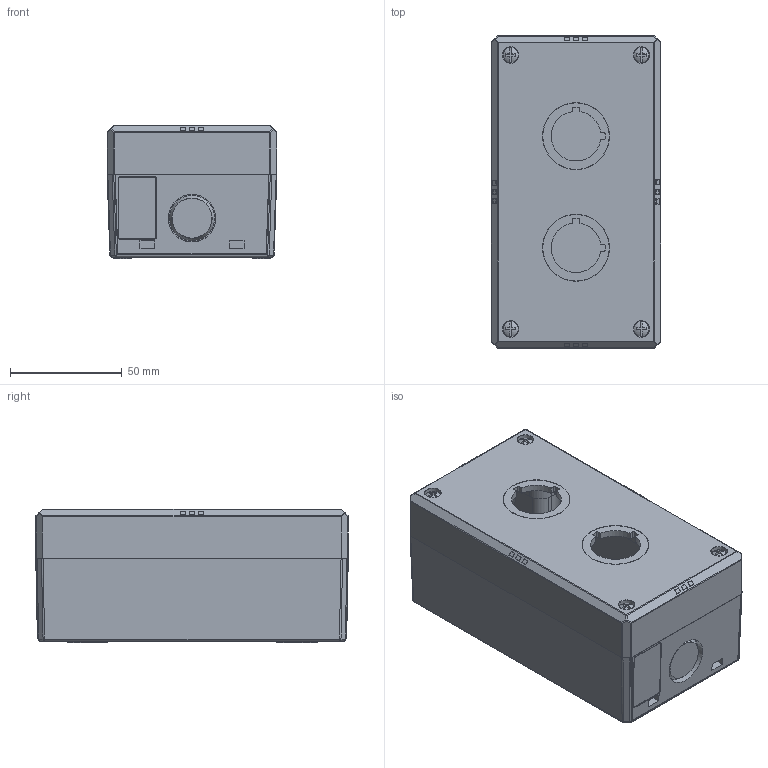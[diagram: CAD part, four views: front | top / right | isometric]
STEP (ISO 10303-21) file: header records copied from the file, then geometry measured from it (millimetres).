
FILE_DESCRIPTION(/* description */ (''),/* implementation_level */ '2;1');
FILE_NAME(/* name */ 'PSB-2.G.stp',/* time_stamp */ '2024-01-20T10:35:28+07:00',/* author */ ('Admin'),/* organization */ (''),/* preprocessor_version */ 'ST-DEVELOPER v18.1',/* originating_system */ 'Autodesk Inventor 2021',/* authorisation */ '');
FILE_SCHEMA (('AUTOMOTIVE_DESIGN { 1 0 10303 214 3 1 1 }'));
Products named in the file (4): PSB-2.G; PSB-2.G_1; PSB-2.G_2; Винт 2.M4-6gx32 ГОСТ 
10337-80
Assembly tree (6 placements, depth 2):
  PSB-2.G
    PSB-2.G_1
    PSB-2.G_2
    Винт 2.M4-6gx32 ГОСТ 
10337-80  x4
Bounding box: 76 x 140.01 x 59.6 mm (x, y, z)
Volume: 150332.2 mm3; surface area: 111011.3 mm2
Topology: 6 solids, 6 shells, 2880 faces, 7038 edges, 4319 vertices
Faces by surface type: plane 1039, bspline 737, cylinder 672, torus 242, sphere 170, cone 20
Full cylindrical faces by diameter (mm): 1.8 x4, 2.9 x4, 3 x4, 3.2 x4, 3.6 x4, 4 x4, 4.6 x8, 4.7 x4, 5 x4, 6.8 x4, 7.2 x4, 14 x2, 15 x2, 21.3 x2
Entity records: 95834 total; most frequent: CARTESIAN_POINT 32424, ORIENTED_EDGE 13674, DIRECTION 11574, EDGE_CURVE 6837, VERTEX_POINT 4217, AXIS2_PLACEMENT_3D 4013, LINE 3548, VECTOR 3548
